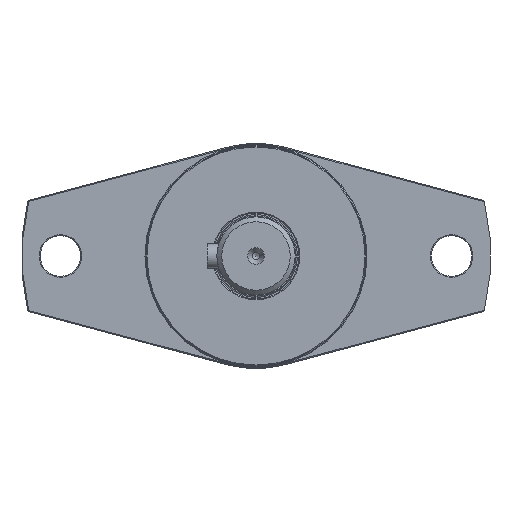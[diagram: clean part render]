
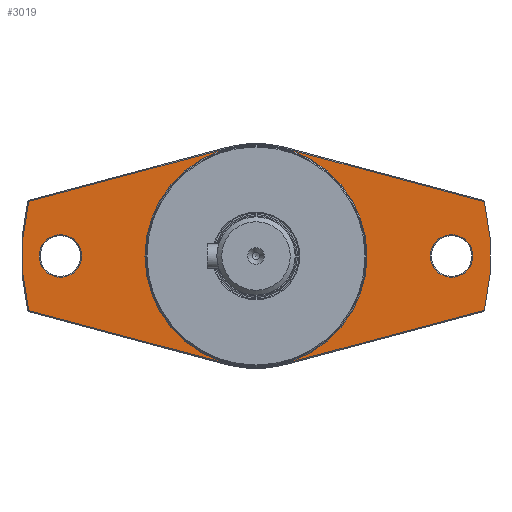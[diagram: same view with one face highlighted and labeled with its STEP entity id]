
A CAD part, left-side view. The second image highlights one B-rep face of the part: STEP entity #3019.
In plain terms, the highlighted planar face has unit normal (-1, 0, 0).
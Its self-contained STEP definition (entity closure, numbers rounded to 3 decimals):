
#2240=CARTESIAN_POINT('',(44.,46.481,-11.15));
#2241=VERTEX_POINT('',#2240);
#2349=CARTESIAN_POINT('',(44.,46.481,11.15));
#2350=VERTEX_POINT('',#2349);
#2498=CARTESIAN_POINT('',(44.,0.,0.0));
#2499=DIRECTION('',(1.0,0.0,0.0));
#2500=DIRECTION('',(0.0,1.0,0.0));
#2501=AXIS2_PLACEMENT_3D('',#2498,#2499,#2500);
#2502=CIRCLE('',#2501,47.8);
#2503=EDGE_CURVE('',#2241,#2350,#2502,.T.);
#2521=CARTESIAN_POINT('',(44.,-5.901,22.023));
#2522=VERTEX_POINT('',#2521);
#2529=CARTESIAN_POINT('',(44.0,-46.701,11.091));
#2530=VERTEX_POINT('',#2529);
#2531=CARTESIAN_POINT('',(44.,-5.901,22.023));
#2532=DIRECTION('',(0.,-0.966,-0.259));
#2533=VECTOR('',#2532,42.239);
#2534=LINE('',#2531,#2533);
#2535=EDGE_CURVE('',#2522,#2530,#2534,.T.);
#2555=CARTESIAN_POINT('',(44.,5.901,22.023));
#2556=VERTEX_POINT('',#2555);
#2563=CARTESIAN_POINT('',(44.,0.,0.0));
#2564=DIRECTION('',(1.0,0.0,0.0));
#2565=DIRECTION('',(0.0,1.0,0.0));
#2566=AXIS2_PLACEMENT_3D('',#2563,#2564,#2565);
#2567=CIRCLE('',#2566,22.8);
#2568=EDGE_CURVE('',#2556,#2522,#2567,.T.);
#2594=CARTESIAN_POINT('',(44.,46.481,11.15));
#2595=DIRECTION('',(0.,-0.966,0.259));
#2596=VECTOR('',#2595,42.012);
#2597=LINE('',#2594,#2596);
#2598=EDGE_CURVE('',#2350,#2556,#2597,.T.);
#2658=CARTESIAN_POINT('',(44.,5.901,-22.023));
#2659=VERTEX_POINT('',#2658);
#2666=CARTESIAN_POINT('',(44.,5.901,-22.023));
#2667=DIRECTION('',(0.0,0.966,0.259));
#2668=VECTOR('',#2667,42.012);
#2669=LINE('',#2666,#2668);
#2670=EDGE_CURVE('',#2659,#2241,#2669,.T.);
#2689=CARTESIAN_POINT('',(44.,-5.901,-22.023));
#2690=VERTEX_POINT('',#2689);
#2697=CARTESIAN_POINT('',(44.,0.,0.0));
#2698=DIRECTION('',(1.0,0.0,0.0));
#2699=DIRECTION('',(0.0,1.0,0.0));
#2700=AXIS2_PLACEMENT_3D('',#2697,#2698,#2699);
#2701=CIRCLE('',#2700,22.8);
#2702=EDGE_CURVE('',#2690,#2659,#2701,.T.);
#2720=CARTESIAN_POINT('',(44.,-46.701,-11.091));
#2721=VERTEX_POINT('',#2720);
#2722=CARTESIAN_POINT('',(44.,-46.701,-11.091));
#2723=DIRECTION('',(0.,0.966,-0.259));
#2724=VECTOR('',#2723,42.239);
#2725=LINE('',#2722,#2724);
#2726=EDGE_CURVE('',#2721,#2690,#2725,.T.);
#2782=CARTESIAN_POINT('',(44.,0.,0.0));
#2783=DIRECTION('',(1.0,0.0,0.0));
#2784=DIRECTION('',(0.0,1.0,0.0));
#2785=AXIS2_PLACEMENT_3D('',#2782,#2783,#2784);
#2786=CIRCLE('',#2785,48.);
#2787=EDGE_CURVE('',#2530,#2721,#2786,.T.);
#2967=CARTESIAN_POINT('',(44.0,-40.,4.35));
#2968=VERTEX_POINT('',#2967);
#2969=CARTESIAN_POINT('',(44.0,-40.,0.));
#2970=DIRECTION('',(-1.0,0.0,0.0));
#2971=DIRECTION('',(0.0,0.0,-1.0));
#2972=AXIS2_PLACEMENT_3D('',#2969,#2970,#2971);
#2973=CIRCLE('',#2972,4.35);
#2974=EDGE_CURVE('',#2968,#2968,#2973,.T.);
#2979=CARTESIAN_POINT('',(44.,35.25,0.0));
#2980=DIRECTION('',(-1.0,0.0,0.0));
#2981=DIRECTION('',(0.0,0.0,1.0));
#2982=AXIS2_PLACEMENT_3D('',#2979,#2980,#2981);
#2983=PLANE('',#2982);
#2984=ORIENTED_EDGE('',*,*,#2726,.F.);
#2985=ORIENTED_EDGE('',*,*,#2787,.F.);
#2986=ORIENTED_EDGE('',*,*,#2535,.F.);
#2987=ORIENTED_EDGE('',*,*,#2568,.F.);
#2988=ORIENTED_EDGE('',*,*,#2598,.F.);
#2989=ORIENTED_EDGE('',*,*,#2503,.F.);
#2990=ORIENTED_EDGE('',*,*,#2670,.F.);
#2991=ORIENTED_EDGE('',*,*,#2702,.F.);
#2992=EDGE_LOOP('',(#2984,#2985,#2986,#2987,#2988,#2989,#2990,#2991));
#2993=FACE_OUTER_BOUND('',#2992,.T.);
#2994=CARTESIAN_POINT('',(44.,40.,4.35));
#2995=VERTEX_POINT('',#2994);
#2996=CARTESIAN_POINT('',(44.,40.,0.));
#2997=DIRECTION('',(-1.0,0.0,0.0));
#2998=DIRECTION('',(0.0,0.0,-1.0));
#2999=AXIS2_PLACEMENT_3D('',#2996,#2997,#2998);
#3000=CIRCLE('',#2999,4.35);
#3001=EDGE_CURVE('',#2995,#2995,#3000,.T.);
#3002=ORIENTED_EDGE('',*,*,#3001,.F.);
#3003=EDGE_LOOP('',(#3002));
#3004=FACE_BOUND('',#3003,.T.);
#3005=CARTESIAN_POINT('',(44.,22.7,0.));
#3006=VERTEX_POINT('',#3005);
#3007=CARTESIAN_POINT('',(44.,0.,0.0));
#3008=DIRECTION('',(-1.0,0.0,0.0));
#3009=DIRECTION('',(0.0,-1.0,0.0));
#3010=AXIS2_PLACEMENT_3D('',#3007,#3008,#3009);
#3011=CIRCLE('',#3010,22.7);
#3012=EDGE_CURVE('',#3006,#3006,#3011,.T.);
#3013=ORIENTED_EDGE('',*,*,#3012,.F.);
#3014=EDGE_LOOP('',(#3013));
#3015=FACE_BOUND('',#3014,.T.);
#3016=ORIENTED_EDGE('',*,*,#2974,.F.);
#3017=EDGE_LOOP('',(#3016));
#3018=FACE_BOUND('',#3017,.T.);
#3019=ADVANCED_FACE('',(#2993,#3004,#3015,#3018),#2983,.T.);
